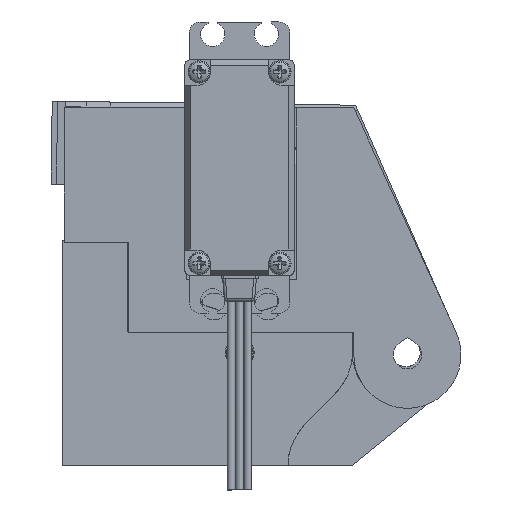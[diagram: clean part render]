
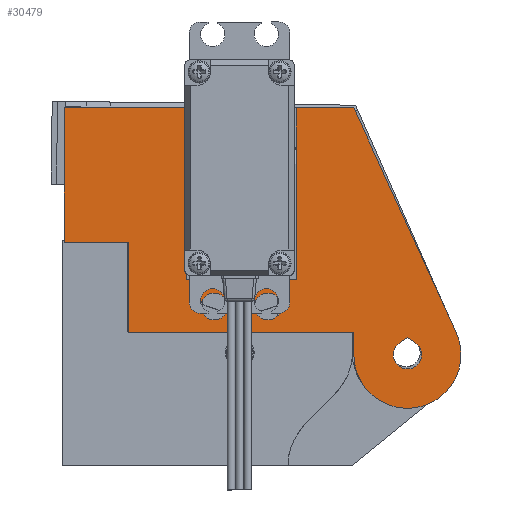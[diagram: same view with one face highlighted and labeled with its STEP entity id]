
A CAD part, left-side view. The second image highlights one B-rep face of the part: STEP entity #30479.
In plain terms, the highlighted planar face has unit normal (-1, 0, 0).
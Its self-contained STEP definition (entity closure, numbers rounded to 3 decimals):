
#1243=FACE_BOUND('',#5349,.T.);
#1244=FACE_BOUND('',#5350,.T.);
#1245=FACE_BOUND('',#5351,.T.);
#2179=CIRCLE('',#33183,2.5);
#2181=CIRCLE('',#33186,2.5);
#2183=CIRCLE('',#33193,10.);
#2184=CIRCLE('',#33194,2.65);
#3469=FACE_OUTER_BOUND('',#5348,.T.);
#5348=EDGE_LOOP('',(#25411,#25412,#25413,#25414,#25415,#25416,#25417,#25418,
#25419,#25420,#25421,#25422,#25423,#25424,#25425,#25426,#25427));
#5349=EDGE_LOOP('',(#25428));
#5350=EDGE_LOOP('',(#25429));
#5351=EDGE_LOOP('',(#25430,#25431,#25432));
#8099=LINE('',#54068,#10748);
#8103=LINE('',#54076,#10752);
#8197=LINE('',#54557,#10846);
#8201=LINE('',#54565,#10850);
#8204=LINE('',#54571,#10853);
#8208=LINE('',#54579,#10857);
#8209=LINE('',#54580,#10858);
#8210=LINE('',#54582,#10859);
#8211=LINE('',#54584,#10860);
#8212=LINE('',#54586,#10861);
#8213=LINE('',#54588,#10862);
#8214=LINE('',#54590,#10863);
#8215=LINE('',#54592,#10864);
#8216=LINE('',#54595,#10865);
#8217=LINE('',#54597,#10866);
#8218=LINE('',#54598,#10867);
#8219=LINE('',#54601,#10868);
#8220=LINE('',#54604,#10869);
#10748=VECTOR('',#39235,10.);
#10752=VECTOR('',#39239,10.);
#10846=VECTOR('',#39363,10.);
#10850=VECTOR('',#39369,10.);
#10853=VECTOR('',#39374,10.);
#10857=VECTOR('',#39382,10.);
#10858=VECTOR('',#39383,10.);
#10859=VECTOR('',#39384,10.);
#10860=VECTOR('',#39385,10.);
#10861=VECTOR('',#39386,10.);
#10862=VECTOR('',#39387,10.);
#10863=VECTOR('',#39388,10.);
#10864=VECTOR('',#39389,10.);
#10865=VECTOR('',#39392,10.);
#10866=VECTOR('',#39393,10.);
#10867=VECTOR('',#39394,10.);
#10868=VECTOR('',#39395,10.);
#10869=VECTOR('',#39398,10.);
#13801=VERTEX_POINT('',#54065);
#13802=VERTEX_POINT('',#54067);
#13805=VERTEX_POINT('',#54073);
#13806=VERTEX_POINT('',#54075);
#13943=VERTEX_POINT('',#54543);
#13945=VERTEX_POINT('',#54549);
#13947=VERTEX_POINT('',#54555);
#13948=VERTEX_POINT('',#54556);
#13951=VERTEX_POINT('',#54564);
#13953=VERTEX_POINT('',#54570);
#13955=VERTEX_POINT('',#54578);
#13956=VERTEX_POINT('',#54581);
#13957=VERTEX_POINT('',#54583);
#13958=VERTEX_POINT('',#54585);
#13959=VERTEX_POINT('',#54587);
#13960=VERTEX_POINT('',#54589);
#13961=VERTEX_POINT('',#54591);
#13962=VERTEX_POINT('',#54593);
#13963=VERTEX_POINT('',#54596);
#13964=VERTEX_POINT('',#54599);
#13965=VERTEX_POINT('',#54600);
#13966=VERTEX_POINT('',#54602);
#17784=EDGE_CURVE('',#13802,#13801,#8099,.T.);
#17788=EDGE_CURVE('',#13806,#13805,#8103,.T.);
#17930=EDGE_CURVE('',#13943,#13943,#2179,.T.);
#17933=EDGE_CURVE('',#13945,#13945,#2181,.T.);
#17936=EDGE_CURVE('',#13947,#13948,#8197,.T.);
#17940=EDGE_CURVE('',#13951,#13947,#8201,.T.);
#17943=EDGE_CURVE('',#13953,#13951,#8204,.T.);
#17947=EDGE_CURVE('',#13948,#13955,#8208,.T.);
#17948=EDGE_CURVE('',#13955,#13802,#8209,.T.);
#17949=EDGE_CURVE('',#13801,#13956,#8210,.T.);
#17950=EDGE_CURVE('',#13956,#13957,#8211,.T.);
#17951=EDGE_CURVE('',#13957,#13958,#8212,.T.);
#17952=EDGE_CURVE('',#13958,#13959,#8213,.T.);
#17953=EDGE_CURVE('',#13959,#13960,#8214,.T.);
#17954=EDGE_CURVE('',#13960,#13961,#8215,.T.);
#17955=EDGE_CURVE('',#13961,#13962,#2183,.T.);
#17956=EDGE_CURVE('',#13806,#13962,#8216,.T.);
#17957=EDGE_CURVE('',#13805,#13963,#8217,.T.);
#17958=EDGE_CURVE('',#13963,#13953,#8218,.T.);
#17959=EDGE_CURVE('',#13964,#13965,#8219,.T.);
#17960=EDGE_CURVE('',#13965,#13966,#2184,.T.);
#17961=EDGE_CURVE('',#13966,#13964,#8220,.T.);
#25411=ORIENTED_EDGE('',*,*,#17943,.T.);
#25412=ORIENTED_EDGE('',*,*,#17940,.T.);
#25413=ORIENTED_EDGE('',*,*,#17936,.T.);
#25414=ORIENTED_EDGE('',*,*,#17947,.T.);
#25415=ORIENTED_EDGE('',*,*,#17948,.T.);
#25416=ORIENTED_EDGE('',*,*,#17784,.T.);
#25417=ORIENTED_EDGE('',*,*,#17949,.T.);
#25418=ORIENTED_EDGE('',*,*,#17950,.T.);
#25419=ORIENTED_EDGE('',*,*,#17951,.T.);
#25420=ORIENTED_EDGE('',*,*,#17952,.T.);
#25421=ORIENTED_EDGE('',*,*,#17953,.T.);
#25422=ORIENTED_EDGE('',*,*,#17954,.T.);
#25423=ORIENTED_EDGE('',*,*,#17955,.T.);
#25424=ORIENTED_EDGE('',*,*,#17956,.F.);
#25425=ORIENTED_EDGE('',*,*,#17788,.T.);
#25426=ORIENTED_EDGE('',*,*,#17957,.T.);
#25427=ORIENTED_EDGE('',*,*,#17958,.T.);
#25428=ORIENTED_EDGE('',*,*,#17930,.T.);
#25429=ORIENTED_EDGE('',*,*,#17933,.T.);
#25430=ORIENTED_EDGE('',*,*,#17959,.T.);
#25431=ORIENTED_EDGE('',*,*,#17960,.T.);
#25432=ORIENTED_EDGE('',*,*,#17961,.T.);
#28989=PLANE('',#33192);
#30479=ADVANCED_FACE('',(#3469,#1243,#1244,#1245),#28989,.T.);
#33183=AXIS2_PLACEMENT_3D('',#54544,#39349,#39350);
#33186=AXIS2_PLACEMENT_3D('',#54550,#39356,#39357);
#33192=AXIS2_PLACEMENT_3D('',#54577,#39380,#39381);
#33193=AXIS2_PLACEMENT_3D('',#54594,#39390,#39391);
#33194=AXIS2_PLACEMENT_3D('',#54603,#39396,#39397);
#39235=DIRECTION('',(0.,1.,0.));
#39239=DIRECTION('',(0.,1.,0.));
#39349=DIRECTION('center_axis',(1.,0.,0.));
#39350=DIRECTION('ref_axis',(0.,-1.,0.));
#39356=DIRECTION('center_axis',(1.,0.,0.));
#39357=DIRECTION('ref_axis',(0.,-1.,0.));
#39363=DIRECTION('',(0.,0.,1.));
#39369=DIRECTION('',(0.,1.,0.));
#39374=DIRECTION('',(0.,0.,-1.));
#39380=DIRECTION('center_axis',(-1.,0.,0.));
#39381=DIRECTION('ref_axis',(0.,-1.,0.));
#39382=DIRECTION('',(0.,1.,0.));
#39383=DIRECTION('',(0.,0.,1.));
#39384=DIRECTION('',(0.,0.,-1.));
#39385=DIRECTION('',(0.,-1.,0.));
#39386=DIRECTION('',(0.,0.,-1.));
#39387=DIRECTION('',(0.,-1.,0.));
#39388=DIRECTION('',(0.,0.,-1.));
#39389=DIRECTION('',(0.,0.,-1.));
#39390=DIRECTION('center_axis',(-1.,0.,0.));
#39391=DIRECTION('ref_axis',(0.,-1.,0.));
#39392=DIRECTION('',(0.,-0.415,-0.91));
#39393=DIRECTION('',(0.,0.,-1.));
#39394=DIRECTION('',(0.,1.,0.));
#39395=DIRECTION('',(0.,-0.817,-0.576));
#39396=DIRECTION('center_axis',(1.,0.,0.));
#39397=DIRECTION('ref_axis',(0.,-1.,0.));
#39398=DIRECTION('',(0.,-0.817,0.576));
#54065=CARTESIAN_POINT('',(-123.,33.,46.));
#54067=CARTESIAN_POINT('',(-123.,10.25,46.));
#54068=CARTESIAN_POINT('',(-123.,21.,46.));
#54073=CARTESIAN_POINT('',(-123.,-10.25,46.));
#54075=CARTESIAN_POINT('',(-123.,-21.,46.));
#54076=CARTESIAN_POINT('',(-123.,21.,46.));
#54543=CARTESIAN_POINT('',(-123.,7.5,9.));
#54544=CARTESIAN_POINT('Origin',(-123.,5.,9.));
#54549=CARTESIAN_POINT('',(-123.,-2.5,9.));
#54550=CARTESIAN_POINT('Origin',(-123.,-5.,9.));
#54555=CARTESIAN_POINT('',(-123.,1.875,6.58));
#54556=CARTESIAN_POINT('',(-123.,1.875,14.));
#54557=CARTESIAN_POINT('',(-123.,1.875,15.44));
#54564=CARTESIAN_POINT('',(-123.,-1.875,6.58));
#54565=CARTESIAN_POINT('',(-123.,-0.937,6.58));
#54570=CARTESIAN_POINT('',(-123.,-1.875,14.));
#54571=CARTESIAN_POINT('',(-123.,-1.875,19.15));
#54577=CARTESIAN_POINT('Origin',(-123.,0.,24.3));
#54578=CARTESIAN_POINT('',(-123.,10.25,14.));
#54579=CARTESIAN_POINT('',(-123.,-5.125,14.));
#54580=CARTESIAN_POINT('',(-123.,10.25,14.));
#54581=CARTESIAN_POINT('',(-123.,33.,21.));
#54582=CARTESIAN_POINT('',(-123.,33.,46.));
#54583=CARTESIAN_POINT('',(-123.,21.,21.));
#54584=CARTESIAN_POINT('',(-123.,13.5,21.));
#54585=CARTESIAN_POINT('',(-123.,21.,4.05));
#54586=CARTESIAN_POINT('',(-123.,21.,44.55));
#54587=CARTESIAN_POINT('',(-123.,-21.,4.05));
#54588=CARTESIAN_POINT('',(-123.,21.,4.05));
#54589=CARTESIAN_POINT('',(-123.,-21.,4.));
#54590=CARTESIAN_POINT('',(-123.,-21.,46.));
#54591=CARTESIAN_POINT('',(-123.,-21.,0.));
#54592=CARTESIAN_POINT('',(-123.,-21.,4.));
#54593=CARTESIAN_POINT('',(-123.,-40.097,4.152));
#54594=CARTESIAN_POINT('Origin',(-123.,-31.,0.));
#54595=CARTESIAN_POINT('',(-123.,-21.,46.));
#54596=CARTESIAN_POINT('',(-123.,-10.25,14.));
#54597=CARTESIAN_POINT('',(-123.,-10.25,35.15));
#54598=CARTESIAN_POINT('',(-123.,-5.125,14.));
#54599=CARTESIAN_POINT('',(-123.,-31.,3.243));
#54600=CARTESIAN_POINT('',(-123.,-32.527,2.166));
#54601=CARTESIAN_POINT('',(-123.,-15.69,14.041));
#54602=CARTESIAN_POINT('',(-123.,-29.473,2.166));
#54603=CARTESIAN_POINT('Origin',(-123.,-31.,0.));
#54604=CARTESIAN_POINT('',(-123.,-24.844,-1.099));
